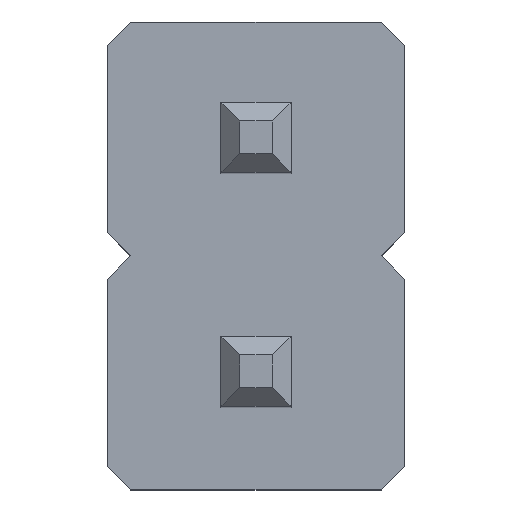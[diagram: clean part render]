
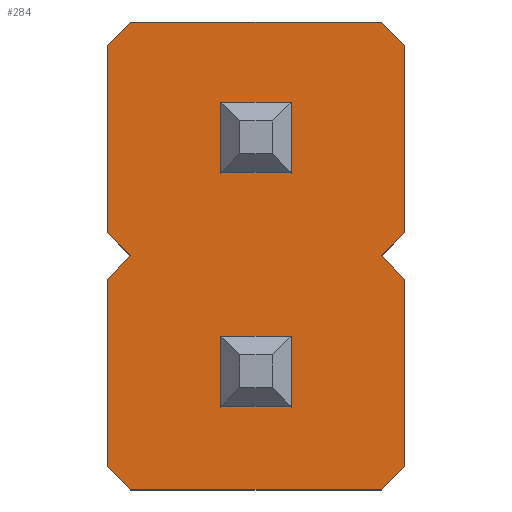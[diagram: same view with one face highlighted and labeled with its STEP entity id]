
A CAD part, top view. The second image highlights one B-rep face of the part: STEP entity #284.
In plain terms, the highlighted planar face has unit normal (0, 0, 1).
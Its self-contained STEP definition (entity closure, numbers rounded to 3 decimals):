
#32 = VERTEX_POINT('',#33);
#33 = CARTESIAN_POINT('',(0.535,-0.5,1.));
#39 = EDGE_CURVE('',#32,#40,#42,.T.);
#40 = VERTEX_POINT('',#41);
#41 = CARTESIAN_POINT('',(0.635,-0.4,1.));
#42 = LINE('',#43,#44);
#43 = CARTESIAN_POINT('',(0.551,-0.484,1.));
#44 = VECTOR('',#45,1.);
#45 = DIRECTION('',(0.707,0.707,0.));
#242 = VERTEX_POINT('',#243);
#243 = CARTESIAN_POINT('',(0.635,-0.6,1.));
#249 = EDGE_CURVE('',#242,#32,#250,.T.);
#250 = LINE('',#251,#252);
#251 = CARTESIAN_POINT('',(0.551,-0.516,1.));
#252 = VECTOR('',#253,1.);
#253 = DIRECTION('',(-0.707,0.707,0.));
#266 = EDGE_CURVE('',#40,#267,#269,.T.);
#267 = VERTEX_POINT('',#268);
#268 = CARTESIAN_POINT('',(0.635,0.4,1.));
#269 = LINE('',#270,#271);
#270 = CARTESIAN_POINT('',(0.635,-0.5,1.));
#271 = VECTOR('',#272,1.);
#272 = DIRECTION('',(0.,1.,0.));
#284 = ADVANCED_FACE('',(#285,#376,#410),#444,.T.);
#285 = FACE_BOUND('',#286,.T.);
#286 = EDGE_LOOP('',(#287,#297,#305,#313,#321,#329,#337,#345,#351,#352,
#353,#354,#362,#370));
#287 = ORIENTED_EDGE('',*,*,#288,.T.);
#288 = EDGE_CURVE('',#289,#291,#293,.T.);
#289 = VERTEX_POINT('',#290);
#290 = CARTESIAN_POINT('',(-0.635,0.4,1.));
#291 = VERTEX_POINT('',#292);
#292 = CARTESIAN_POINT('',(-0.635,-0.4,1.));
#293 = LINE('',#294,#295);
#294 = CARTESIAN_POINT('',(-0.635,0.5,1.));
#295 = VECTOR('',#296,1.);
#296 = DIRECTION('',(0.,-1.,0.));
#297 = ORIENTED_EDGE('',*,*,#298,.T.);
#298 = EDGE_CURVE('',#291,#299,#301,.T.);
#299 = VERTEX_POINT('',#300);
#300 = CARTESIAN_POINT('',(-0.535,-0.5,1.));
#301 = LINE('',#302,#303);
#302 = CARTESIAN_POINT('',(-0.551,-0.484,1.));
#303 = VECTOR('',#304,1.);
#304 = DIRECTION('',(0.707,-0.707,0.));
#305 = ORIENTED_EDGE('',*,*,#306,.F.);
#306 = EDGE_CURVE('',#307,#299,#309,.T.);
#307 = VERTEX_POINT('',#308);
#308 = CARTESIAN_POINT('',(-0.635,-0.6,1.));
#309 = LINE('',#310,#311);
#310 = CARTESIAN_POINT('',(-0.551,-0.516,1.));
#311 = VECTOR('',#312,1.);
#312 = DIRECTION('',(0.707,0.707,0.));
#313 = ORIENTED_EDGE('',*,*,#314,.T.);
#314 = EDGE_CURVE('',#307,#315,#317,.T.);
#315 = VERTEX_POINT('',#316);
#316 = CARTESIAN_POINT('',(-0.635,-1.4,1.));
#317 = LINE('',#318,#319);
#318 = CARTESIAN_POINT('',(-0.635,-0.5,1.));
#319 = VECTOR('',#320,1.);
#320 = DIRECTION('',(0.,-1.,0.));
#321 = ORIENTED_EDGE('',*,*,#322,.T.);
#322 = EDGE_CURVE('',#315,#323,#325,.T.);
#323 = VERTEX_POINT('',#324);
#324 = CARTESIAN_POINT('',(-0.535,-1.5,1.));
#325 = LINE('',#326,#327);
#326 = CARTESIAN_POINT('',(-0.551,-1.484,1.));
#327 = VECTOR('',#328,1.);
#328 = DIRECTION('',(0.707,-0.707,0.));
#329 = ORIENTED_EDGE('',*,*,#330,.T.);
#330 = EDGE_CURVE('',#323,#331,#333,.T.);
#331 = VERTEX_POINT('',#332);
#332 = CARTESIAN_POINT('',(0.535,-1.5,1.));
#333 = LINE('',#334,#335);
#334 = CARTESIAN_POINT('',(-0.635,-1.5,1.));
#335 = VECTOR('',#336,1.);
#336 = DIRECTION('',(1.,0.,0.));
#337 = ORIENTED_EDGE('',*,*,#338,.T.);
#338 = EDGE_CURVE('',#331,#339,#341,.T.);
#339 = VERTEX_POINT('',#340);
#340 = CARTESIAN_POINT('',(0.635,-1.4,1.));
#341 = LINE('',#342,#343);
#342 = CARTESIAN_POINT('',(0.551,-1.484,1.));
#343 = VECTOR('',#344,1.);
#344 = DIRECTION('',(0.707,0.707,0.));
#345 = ORIENTED_EDGE('',*,*,#346,.T.);
#346 = EDGE_CURVE('',#339,#242,#347,.T.);
#347 = LINE('',#348,#349);
#348 = CARTESIAN_POINT('',(0.635,-1.5,1.));
#349 = VECTOR('',#350,1.);
#350 = DIRECTION('',(0.,1.,0.));
#351 = ORIENTED_EDGE('',*,*,#249,.T.);
#352 = ORIENTED_EDGE('',*,*,#39,.T.);
#353 = ORIENTED_EDGE('',*,*,#266,.T.);
#354 = ORIENTED_EDGE('',*,*,#355,.T.);
#355 = EDGE_CURVE('',#267,#356,#358,.T.);
#356 = VERTEX_POINT('',#357);
#357 = CARTESIAN_POINT('',(0.535,0.5,1.));
#358 = LINE('',#359,#360);
#359 = CARTESIAN_POINT('',(0.551,0.484,1.));
#360 = VECTOR('',#361,1.);
#361 = DIRECTION('',(-0.707,0.707,0.));
#362 = ORIENTED_EDGE('',*,*,#363,.T.);
#363 = EDGE_CURVE('',#356,#364,#366,.T.);
#364 = VERTEX_POINT('',#365);
#365 = CARTESIAN_POINT('',(-0.535,0.5,1.));
#366 = LINE('',#367,#368);
#367 = CARTESIAN_POINT('',(0.635,0.5,1.));
#368 = VECTOR('',#369,1.);
#369 = DIRECTION('',(-1.,0.,0.));
#370 = ORIENTED_EDGE('',*,*,#371,.F.);
#371 = EDGE_CURVE('',#289,#364,#372,.T.);
#372 = LINE('',#373,#374);
#373 = CARTESIAN_POINT('',(-0.551,0.484,1.));
#374 = VECTOR('',#375,1.);
#375 = DIRECTION('',(0.707,0.707,0.));
#376 = FACE_BOUND('',#377,.T.);
#377 = EDGE_LOOP('',(#378,#388,#396,#404));
#378 = ORIENTED_EDGE('',*,*,#379,.T.);
#379 = EDGE_CURVE('',#380,#382,#384,.T.);
#380 = VERTEX_POINT('',#381);
#381 = CARTESIAN_POINT('',(0.15,-0.85,1.));
#382 = VERTEX_POINT('',#383);
#383 = CARTESIAN_POINT('',(0.15,-1.15,1.));
#384 = LINE('',#385,#386);
#385 = CARTESIAN_POINT('',(0.15,-0.825,1.));
#386 = VECTOR('',#387,1.);
#387 = DIRECTION('',(0.,-1.,0.));
#388 = ORIENTED_EDGE('',*,*,#389,.T.);
#389 = EDGE_CURVE('',#382,#390,#392,.T.);
#390 = VERTEX_POINT('',#391);
#391 = CARTESIAN_POINT('',(-0.15,-1.15,1.));
#392 = LINE('',#393,#394);
#393 = CARTESIAN_POINT('',(-0.075,-1.15,1.));
#394 = VECTOR('',#395,1.);
#395 = DIRECTION('',(-1.,0.,0.));
#396 = ORIENTED_EDGE('',*,*,#397,.T.);
#397 = EDGE_CURVE('',#390,#398,#400,.T.);
#398 = VERTEX_POINT('',#399);
#399 = CARTESIAN_POINT('',(-0.15,-0.85,1.));
#400 = LINE('',#401,#402);
#401 = CARTESIAN_POINT('',(-0.15,-0.675,1.));
#402 = VECTOR('',#403,1.);
#403 = DIRECTION('',(0.,1.,0.));
#404 = ORIENTED_EDGE('',*,*,#405,.T.);
#405 = EDGE_CURVE('',#398,#380,#406,.T.);
#406 = LINE('',#407,#408);
#407 = CARTESIAN_POINT('',(0.075,-0.85,1.));
#408 = VECTOR('',#409,1.);
#409 = DIRECTION('',(1.,0.,0.));
#410 = FACE_BOUND('',#411,.T.);
#411 = EDGE_LOOP('',(#412,#422,#430,#438));
#412 = ORIENTED_EDGE('',*,*,#413,.T.);
#413 = EDGE_CURVE('',#414,#416,#418,.T.);
#414 = VERTEX_POINT('',#415);
#415 = CARTESIAN_POINT('',(0.15,0.15,1.));
#416 = VERTEX_POINT('',#417);
#417 = CARTESIAN_POINT('',(0.15,-0.15,1.));
#418 = LINE('',#419,#420);
#419 = CARTESIAN_POINT('',(0.15,-0.325,1.));
#420 = VECTOR('',#421,1.);
#421 = DIRECTION('',(0.,-1.,0.));
#422 = ORIENTED_EDGE('',*,*,#423,.T.);
#423 = EDGE_CURVE('',#416,#424,#426,.T.);
#424 = VERTEX_POINT('',#425);
#425 = CARTESIAN_POINT('',(-0.15,-0.15,1.));
#426 = LINE('',#427,#428);
#427 = CARTESIAN_POINT('',(-0.075,-0.15,1.));
#428 = VECTOR('',#429,1.);
#429 = DIRECTION('',(-1.,0.,0.));
#430 = ORIENTED_EDGE('',*,*,#431,.T.);
#431 = EDGE_CURVE('',#424,#432,#434,.T.);
#432 = VERTEX_POINT('',#433);
#433 = CARTESIAN_POINT('',(-0.15,0.15,1.));
#434 = LINE('',#435,#436);
#435 = CARTESIAN_POINT('',(-0.15,-0.175,1.));
#436 = VECTOR('',#437,1.);
#437 = DIRECTION('',(0.,1.,0.));
#438 = ORIENTED_EDGE('',*,*,#439,.T.);
#439 = EDGE_CURVE('',#432,#414,#440,.T.);
#440 = LINE('',#441,#442);
#441 = CARTESIAN_POINT('',(0.075,0.15,1.));
#442 = VECTOR('',#443,1.);
#443 = DIRECTION('',(1.,0.,0.));
#444 = PLANE('',#445);
#445 = AXIS2_PLACEMENT_3D('',#446,#447,#448);
#446 = CARTESIAN_POINT('',(0.,-0.5,1.));
#447 = DIRECTION('',(0.,0.,1.));
#448 = DIRECTION('',(0.,-1.,0.));
